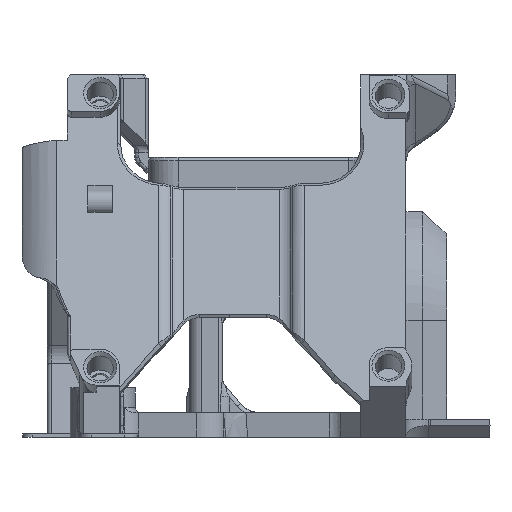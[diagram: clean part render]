
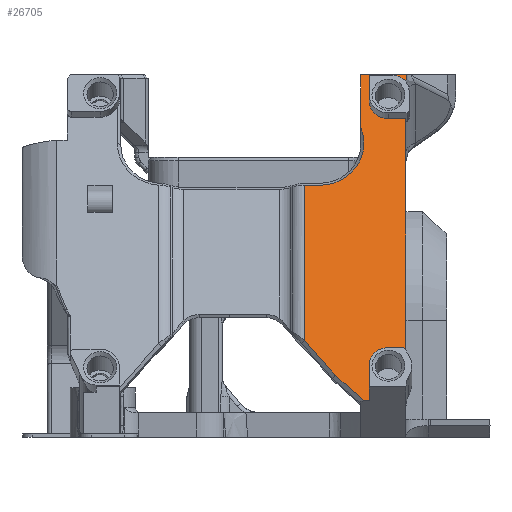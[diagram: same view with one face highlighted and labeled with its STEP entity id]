
A CAD part, left-side view. The second image highlights one B-rep face of the part: STEP entity #26705.
In plain terms, the highlighted planar face has unit normal (-0.94, 0, 0.342).
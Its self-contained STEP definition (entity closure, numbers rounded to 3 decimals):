
#816=LINE('',#37061,#2507);
#820=LINE('',#37076,#2511);
#1279=LINE('',#46491,#2970);
#1285=LINE('',#46509,#2976);
#1286=LINE('',#46511,#2977);
#1289=LINE('',#46519,#2980);
#1290=LINE('',#46521,#2981);
#1488=LINE('',#49154,#3179);
#1575=LINE('',#49791,#3266);
#1589=LINE('',#49836,#3280);
#1590=LINE('',#49838,#3281);
#1591=LINE('',#49840,#3282);
#1592=LINE('',#49845,#3283);
#1593=LINE('',#49846,#3284);
#2507=VECTOR('',#30160,1000.);
#2511=VECTOR('',#30164,1000.);
#2970=VECTOR('',#32201,1000.);
#2976=VECTOR('',#32219,1000.);
#2977=VECTOR('',#32222,1000.);
#2980=VECTOR('',#32231,1000.);
#2981=VECTOR('',#32234,1000.);
#3179=VECTOR('',#33128,1000.);
#3266=VECTOR('',#33401,1000.);
#3280=VECTOR('',#33429,1000.);
#3281=VECTOR('',#33432,1000.);
#3282=VECTOR('',#33433,1000.);
#3283=VECTOR('',#33434,1000.);
#3284=VECTOR('',#33435,1000.);
#4404=PLANE('',#28829);
#5121=CIRCLE('',#28367,0.5);
#5124=CIRCLE('',#28372,2.35);
#5125=CIRCLE('',#28374,2.);
#5126=CIRCLE('',#28378,2.35);
#5139=CIRCLE('',#28415,2.536);
#5307=CIRCLE('',#28824,5.4);
#9539=ORIENTED_EDGE('',*,*,#16174,.F.);
#9540=ORIENTED_EDGE('',*,*,#16175,.T.);
#9541=ORIENTED_EDGE('',*,*,#16176,.F.);
#9542=ORIENTED_EDGE('',*,*,#15480,.T.);
#9543=ORIENTED_EDGE('',*,*,#15470,.T.);
#9544=ORIENTED_EDGE('',*,*,#15465,.F.);
#9545=ORIENTED_EDGE('',*,*,#15461,.T.);
#9546=ORIENTED_EDGE('',*,*,#15521,.F.);
#9547=ORIENTED_EDGE('',*,*,#14076,.F.);
#9548=ORIENTED_EDGE('',*,*,#15479,.F.);
#9549=ORIENTED_EDGE('',*,*,#15477,.T.);
#9550=ORIENTED_EDGE('',*,*,#15475,.T.);
#9551=ORIENTED_EDGE('',*,*,#15474,.T.);
#9552=ORIENTED_EDGE('',*,*,#15471,.T.);
#9553=ORIENTED_EDGE('',*,*,#14071,.T.);
#9554=ORIENTED_EDGE('',*,*,#16177,.T.);
#9555=ORIENTED_EDGE('',*,*,#16155,.F.);
#9556=ORIENTED_EDGE('',*,*,#16178,.T.);
#9557=ORIENTED_EDGE('',*,*,#16160,.T.);
#9558=ORIENTED_EDGE('',*,*,#16179,.F.);
#9559=ORIENTED_EDGE('',*,*,#15996,.F.);
#14071=EDGE_CURVE('',#18205,#18204,#816,.T.);
#14076=EDGE_CURVE('',#18209,#18210,#820,.T.);
#15461=EDGE_CURVE('',#19145,#19146,#5121,.T.);
#15465=EDGE_CURVE('',#19145,#19149,#1279,.T.);
#15470=EDGE_CURVE('',#19151,#19149,#5124,.T.);
#15471=EDGE_CURVE('',#19153,#18205,#5125,.T.);
#15474=EDGE_CURVE('',#19154,#19153,#1285,.T.);
#15475=EDGE_CURVE('',#19155,#19154,#1286,.T.);
#15477=EDGE_CURVE('',#19156,#19155,#5126,.T.);
#15479=EDGE_CURVE('',#19156,#18209,#1289,.T.);
#15480=EDGE_CURVE('',#19157,#19151,#1290,.T.);
#15521=EDGE_CURVE('',#18210,#19146,#5139,.T.);
#15996=EDGE_CURVE('',#19144,#19451,#1488,.T.);
#16155=EDGE_CURVE('',#19547,#19548,#1575,.T.);
#16160=EDGE_CURVE('',#19553,#19552,#5307,.T.);
#16174=EDGE_CURVE('',#19563,#19144,#1589,.T.);
#16175=EDGE_CURVE('',#19563,#19564,#1590,.T.);
#16176=EDGE_CURVE('',#19157,#19564,#1591,.T.);
#16177=EDGE_CURVE('',#18204,#19548,#21429,.T.);
#16178=EDGE_CURVE('',#19547,#19553,#1592,.T.);
#16179=EDGE_CURVE('',#19451,#19552,#1593,.T.);
#18204=VERTEX_POINT('',#37060);
#18205=VERTEX_POINT('',#37062);
#18209=VERTEX_POINT('',#37075);
#18210=VERTEX_POINT('',#37077);
#19144=VERTEX_POINT('',#46465);
#19145=VERTEX_POINT('',#46483);
#19146=VERTEX_POINT('',#46484);
#19149=VERTEX_POINT('',#46492);
#19151=VERTEX_POINT('',#46498);
#19153=VERTEX_POINT('',#46504);
#19154=VERTEX_POINT('',#46508);
#19155=VERTEX_POINT('',#46512);
#19156=VERTEX_POINT('',#46516);
#19157=VERTEX_POINT('',#46522);
#19451=VERTEX_POINT('',#49155);
#19547=VERTEX_POINT('',#49790);
#19548=VERTEX_POINT('',#49792);
#19552=VERTEX_POINT('',#49804);
#19553=VERTEX_POINT('',#49806);
#19563=VERTEX_POINT('',#49835);
#19564=VERTEX_POINT('',#49839);
#21429=B_SPLINE_CURVE_WITH_KNOTS('',3,(#49841,#49842,#49843,#49844),
 .UNSPECIFIED.,.F.,.F.,(4,4),(0.,0.001),
 .UNSPECIFIED.);
#22738=EDGE_LOOP('',(#9539,#9540,#9541,#9542,#9543,#9544,#9545,#9546,#9547,
#9548,#9549,#9550,#9551,#9552,#9553,#9554,#9555,#9556,#9557,#9558,#9559));
#24478=FACE_BOUND('',#22738,.T.);
#26705=ADVANCED_FACE('',(#24478),#4404,.T.);
#28367=AXIS2_PLACEMENT_3D('',#46482,#32193,#32194);
#28372=AXIS2_PLACEMENT_3D('',#46501,#32209,#32210);
#28374=AXIS2_PLACEMENT_3D('',#46503,#32213,#32214);
#28378=AXIS2_PLACEMENT_3D('',#46515,#32226,#32227);
#28415=AXIS2_PLACEMENT_3D('',#46604,#32326,#32327);
#28824=AXIS2_PLACEMENT_3D('',#49805,#33408,#33409);
#28829=AXIS2_PLACEMENT_3D('',#49837,#33430,#33431);
#30160=DIRECTION('',(0.342,0.,0.94));
#30164=DIRECTION('',(-0.342,0.,-0.94));
#32193=DIRECTION('',(0.94,0.,-0.342));
#32194=DIRECTION('',(0.342,0.,0.94));
#32201=DIRECTION('',(0.,1.,0.));
#32209=DIRECTION('',(0.94,0.,-0.342));
#32210=DIRECTION('',(0.342,0.,0.94));
#32213=DIRECTION('',(0.94,0.,-0.342));
#32214=DIRECTION('',(0.342,0.,0.94));
#32219=DIRECTION('',(0.,-1.,0.));
#32222=DIRECTION('',(0.342,0.,0.94));
#32226=DIRECTION('',(0.94,0.,-0.342));
#32227=DIRECTION('',(0.342,0.,0.94));
#32231=DIRECTION('',(0.,-1.,0.));
#32234=DIRECTION('',(0.342,0.,0.94));
#32326=DIRECTION('',(0.94,0.,-0.342));
#32327=DIRECTION('',(0.342,0.,0.94));
#33128=DIRECTION('',(0.342,0.,0.94));
#33401=DIRECTION('',(0.,-1.,0.));
#33408=DIRECTION('',(0.94,0.,-0.342));
#33409=DIRECTION('',(0.342,0.,0.94));
#33429=DIRECTION('',(0.262,0.643,0.72));
#33430=DIRECTION('',(-0.94,0.,0.342));
#33431=DIRECTION('',(-0.342,0.,-0.94));
#33432=DIRECTION('',(-0.236,-0.725,-0.648));
#33433=DIRECTION('',(0.,1.,0.));
#33434=DIRECTION('',(-0.342,0.,-0.94));
#33435=DIRECTION('',(0.,-1.,0.));
#37060=CARTESIAN_POINT('',(-130.221,6.5,43.264));
#37061=CARTESIAN_POINT('',(-143.233,6.5,7.513));
#37062=CARTESIAN_POINT('',(-130.522,6.5,42.438));
#37075=CARTESIAN_POINT('',(-131.895,6.5,38.664));
#37076=CARTESIAN_POINT('',(-136.618,6.5,25.688));
#37077=CARTESIAN_POINT('',(-142.392,6.5,9.826));
#46465=CARTESIAN_POINT('',(-141.708,18.828,11.704));
#46482=CARTESIAN_POINT('',(-142.43,7.,9.722));
#46483=CARTESIAN_POINT('',(-142.259,7.,10.192));
#46484=CARTESIAN_POINT('',(-142.361,6.543,9.912));
#46491=CARTESIAN_POINT('',(-142.259,6.125,10.192));
#46492=CARTESIAN_POINT('',(-142.259,8.625,10.192));
#46498=CARTESIAN_POINT('',(-143.062,10.975,7.983));
#46501=CARTESIAN_POINT('',(-143.062,8.625,7.983));
#46503=CARTESIAN_POINT('',(-130.921,8.125,41.342));
#46504=CARTESIAN_POINT('',(-130.237,8.125,43.222));
#46508=CARTESIAN_POINT('',(-130.237,10.975,43.222));
#46509=CARTESIAN_POINT('',(-130.237,6.125,43.222));
#46511=CARTESIAN_POINT('',(-123.64,10.975,61.346));
#46512=CARTESIAN_POINT('',(-131.092,10.975,40.873));
#46515=CARTESIAN_POINT('',(-131.092,8.625,40.873));
#46516=CARTESIAN_POINT('',(-131.895,8.625,38.664));
#46519=CARTESIAN_POINT('',(-131.895,6.125,38.664));
#46521=CARTESIAN_POINT('',(-123.64,10.975,61.346));
#46522=CARTESIAN_POINT('',(-144.33,10.975,4.501));
#46604=CARTESIAN_POINT('',(-142.01,4.223,10.875));
#49154=CARTESIAN_POINT('',(-143.25,18.828,7.468));
#49155=CARTESIAN_POINT('',(-134.836,18.828,30.585));
#49790=CARTESIAN_POINT('',(-129.953,12.,44.));
#49791=CARTESIAN_POINT('',(-129.953,4.696,44.));
#49792=CARTESIAN_POINT('',(-129.953,6.466,44.));
#49804=CARTESIAN_POINT('',(-134.836,17.,30.585));
#49805=CARTESIAN_POINT('',(-132.989,17.,35.659));
#49806=CARTESIAN_POINT('',(-132.292,12.,37.576));
#49835=CARTESIAN_POINT('',(-143.22,15.12,7.552));
#49836=CARTESIAN_POINT('',(-140.731,21.225,14.388));
#49837=CARTESIAN_POINT('',(-143.233,43.625,7.513));
#49838=CARTESIAN_POINT('',(-138.358,30.068,20.909));
#49839=CARTESIAN_POINT('',(-144.33,11.706,4.501));
#49840=CARTESIAN_POINT('',(-144.33,43.625,4.501));
#49841=CARTESIAN_POINT('',(-130.221,6.5,43.264));
#49842=CARTESIAN_POINT('',(-130.132,6.5,43.51));
#49843=CARTESIAN_POINT('',(-130.043,6.482,43.755));
#49844=CARTESIAN_POINT('',(-129.953,6.466,44.));
#49845=CARTESIAN_POINT('',(-143.233,12.,7.513));
#49846=CARTESIAN_POINT('',(-134.836,27.711,30.585));
